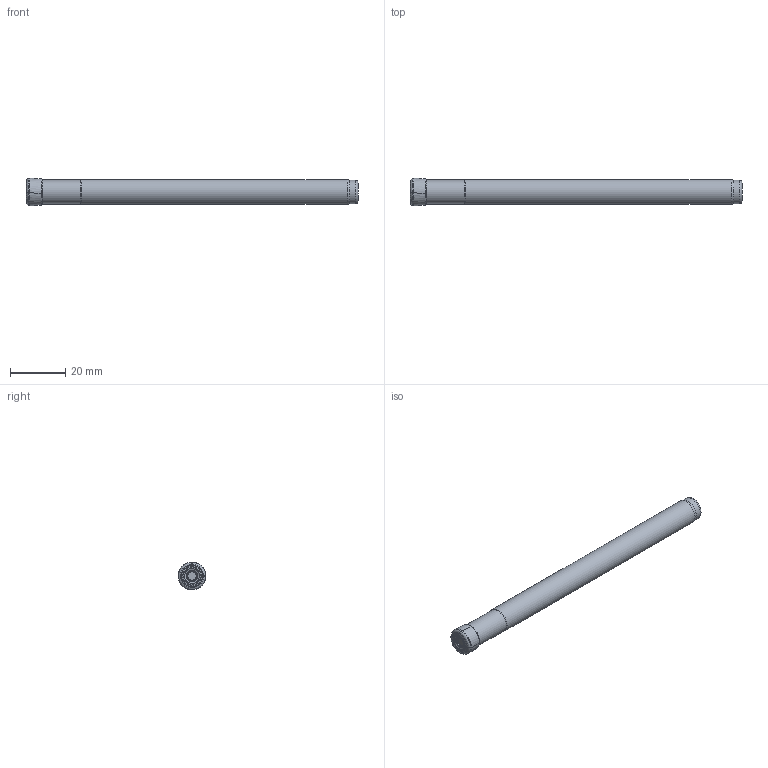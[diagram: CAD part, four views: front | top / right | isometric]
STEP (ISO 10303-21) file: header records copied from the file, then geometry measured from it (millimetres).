
FILE_DESCRIPTION(/* description */ (''),/* implementation_level */ '2;1');
FILE_NAME(/* name */ 'AHFM-LP0102-D10-C09-L120-Z02.stp',/* time_stamp */ '2023-10-30T20:30:25+03:00',/* author */ (''),/* organization */ (''),/* preprocessor_version */ 'ST-DEVELOPER v19.4',/* originating_system */ 'SIEMENS PLM Software NX2306.5001',/* authorisation */ '');
FILE_SCHEMA (('AUTOMOTIVE_DESIGN { 1 0 10303 214 3 1 1 1 }'));
Length unit declared in the file: millimetre
Products named in the file (1): AHFM-LP0102-D10-C09-L120-Z02-LIGHT_x_t_objects
Bounding box: 120.01 x 9.99 x 9.99 mm (x, y, z)
Volume: 7879.8 mm3; surface area: 3801.1 mm2
Topology: 2 solids, 2 shells, 54 faces, 104 edges, 53 vertices
Faces by surface type: bspline 42, cone 4, plane 3, cylinder 3, torus 2
Full cylindrical faces by diameter (mm): 8.5 x1, 8.7 x1, 9 x1
Entity records: 2558 total; most frequent: CARTESIAN_POINT 1671, ORIENTED_EDGE 190, DIRECTION 140, EDGE_CURVE 95, AXIS2_PLACEMENT_3D 66, EDGE_LOOP 64, ADVANCED_FACE 54, VERTEX_POINT 53
